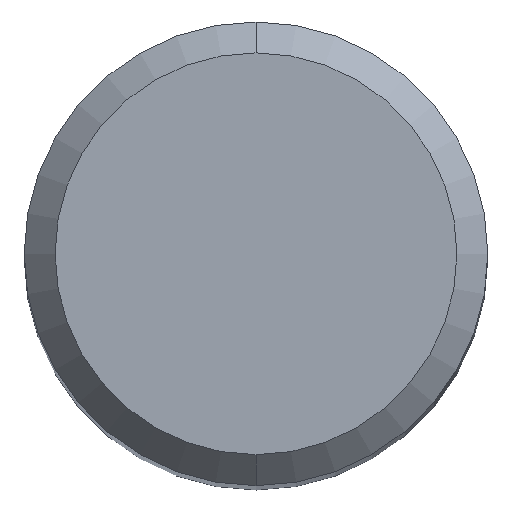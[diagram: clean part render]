
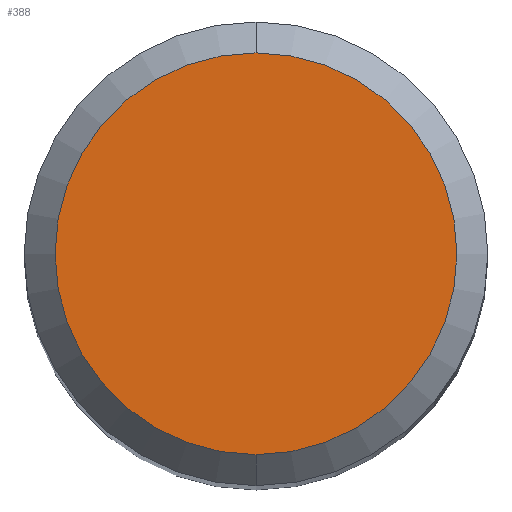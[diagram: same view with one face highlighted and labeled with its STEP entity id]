
A CAD part, top view. The second image highlights one B-rep face of the part: STEP entity #388.
In plain terms, the highlighted planar face has unit normal (0, 0, 1).
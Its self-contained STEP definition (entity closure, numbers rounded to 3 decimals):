
#250=EDGE_CURVE('',#518,#474,#650,.T.);
#388=ADVANCED_FACE('',(#810),#811,.T.);
#414=EDGE_CURVE('',#474,#518,#838,.T.);
#474=VERTEX_POINT('',#900);
#518=VERTEX_POINT('',#953);
#650=CIRCLE('',#1123,2.6);
#810=FACE_OUTER_BOUND('',#1371,.T.);
#811=PLANE('',#1372);
#838=CIRCLE('',#1439,2.6);
#900=CARTESIAN_POINT('',(0.0,2.6,0.0));
#953=CARTESIAN_POINT('',(0.,-2.6,0.0));
#1123=AXIS2_PLACEMENT_3D('',#1851,#1852,#1853);
#1371=EDGE_LOOP('',(#2099,#2100));
#1372=AXIS2_PLACEMENT_3D('',#2101,#2102,#2103);
#1439=AXIS2_PLACEMENT_3D('',#2120,#2121,#2122);
#1851=CARTESIAN_POINT('',(0.0,0.0,0.0));
#1852=DIRECTION('',(0.0,0.0,-1.0));
#1853=DIRECTION('',(0.0,1.0,0.0));
#2099=ORIENTED_EDGE('',*,*,#414,.F.);
#2100=ORIENTED_EDGE('',*,*,#250,.F.);
#2101=CARTESIAN_POINT('',(0.0,1.3,0.0));
#2102=DIRECTION('',(-0.0,0.0,1.0));
#2103=DIRECTION('',(0.0,-1.0,0.0));
#2120=CARTESIAN_POINT('',(0.0,0.0,0.0));
#2121=DIRECTION('',(0.0,0.0,-1.0));
#2122=DIRECTION('',(0.0,1.0,0.0));
